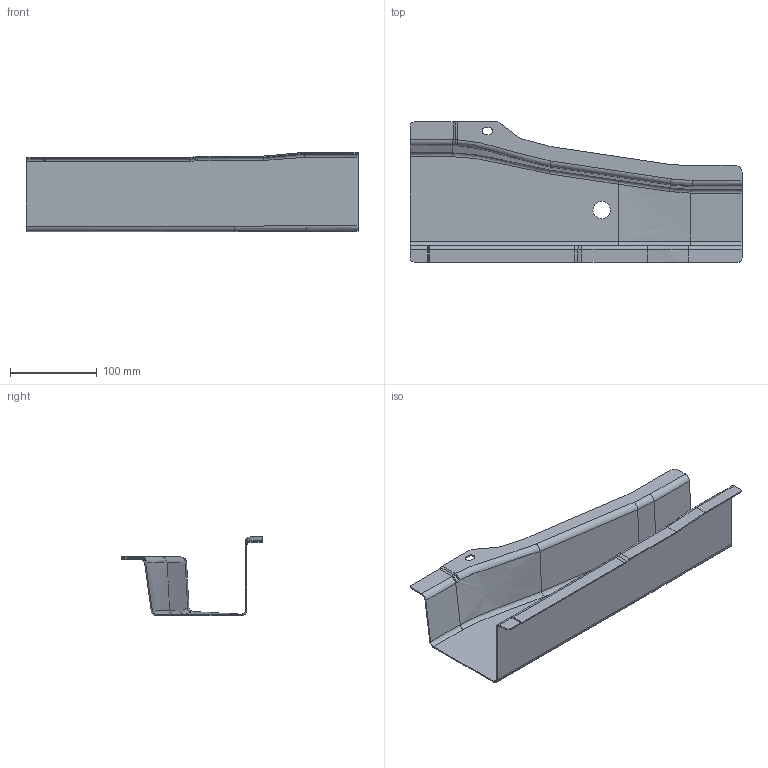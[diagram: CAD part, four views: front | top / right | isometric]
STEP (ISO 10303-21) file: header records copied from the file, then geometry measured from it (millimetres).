
FILE_DESCRIPTION(('CATIA V5 STEP Exchange'),'2;1');
FILE_NAME('7333395_V1A_ENG190122101151.stp','2019-01-23T07:37:08+00:00',('none'),('none'),'CATIA Version 5-6 Release 2016 SP3','CATIA V5 STEP AP203','none');
FILE_SCHEMA(('CONFIG_CONTROL_DESIGN'));
Length unit declared in the file: millimetre
Products named in the file (1): 7333395 LI VERL LAENGSTRAEGER HINTEN UNTEN        V  1 A FRGMOD 5P  0
Bounding box: 382 x 161.82 x 91.18 mm (x, y, z)
Volume: 134510.1 mm3; surface area: 208764.2 mm2
Topology: 1 solids, 1 shells, 153 faces, 353 edges, 200 vertices
Faces by surface type: bspline 67, cylinder 44, plane 25, extrusion 9, torus 8
Entity records: 7848 total; most frequent: CARTESIAN_POINT 4988, ORIENTED_EDGE 702, EDGE_CURVE 351, DIRECTION 328, VERTEX_POINT 200, B_SPLINE_CURVE_WITH_KNOTS 195, EDGE_LOOP 157, ADVANCED_FACE 153
